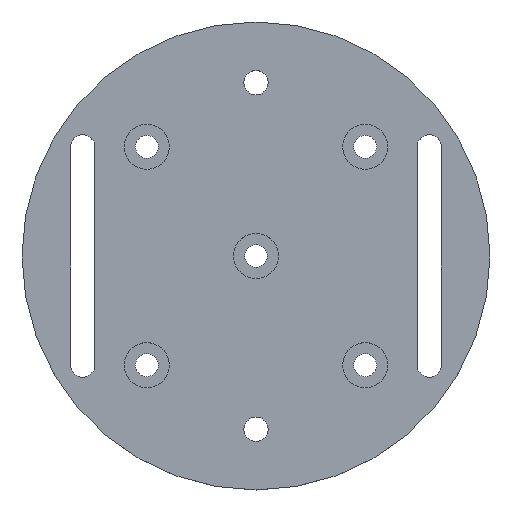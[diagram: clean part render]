
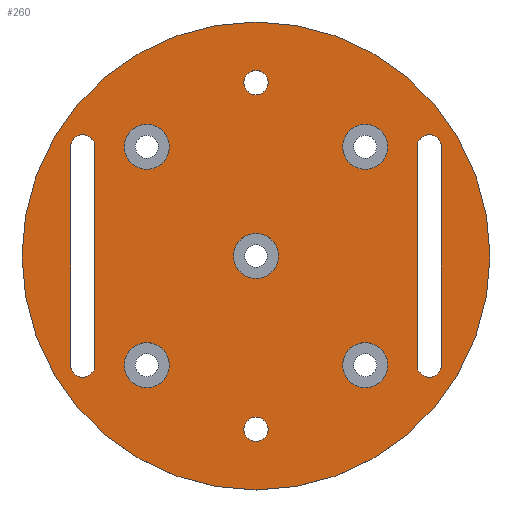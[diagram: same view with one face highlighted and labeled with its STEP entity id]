
A CAD part, top view. The second image highlights one B-rep face of the part: STEP entity #260.
In plain terms, the highlighted planar face has unit normal (0, 0, 1).
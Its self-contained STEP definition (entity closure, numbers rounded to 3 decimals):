
#260=ADVANCED_FACE('', (#270,#280,#290,#300,#310,#320,#330,#340,#350,
#360), #370, .T.);
#1940=AXIS2_PLACEMENT_3D('Ax2Pl3d', #1950, #1960, #1970);
#2020=AXIS2_PLACEMENT_3D('Ax2Pl3d', #2030, #2040, #2050);
#2060=AXIS2_PLACEMENT_3D('Ax2Pl3d', #2070, #2080, #2090);
#2100=AXIS2_PLACEMENT_3D('Ax2Pl3d', #2110, #2120, #2130);
#2140=AXIS2_PLACEMENT_3D('Ax2Pl3d', #2150, #2160, #2170);
#2180=AXIS2_PLACEMENT_3D('Ax2Pl3d', #2190, #2200, #2210);
#2220=AXIS2_PLACEMENT_3D('Ax2Pl3d', #2230, #2240, #2250);
#2260=AXIS2_PLACEMENT_3D('Ax2Pl3d', #2270, #2280, #2290);
#2300=AXIS2_PLACEMENT_3D('Ax2Pl3d', #2310, #2320, #2330);
#2340=AXIS2_PLACEMENT_3D('Ax2Pl3d', #2350, #2360, #2370);
#2380=AXIS2_PLACEMENT_3D('Ax2Pl3d', #2390, #2400, #2410);
#2420=AXIS2_PLACEMENT_3D('Ax2Pl3d', #2430, #2440, #2450);
#2460=AXIS2_PLACEMENT_3D('Ax2Pl3d', #2470, #2480, #2490);
#1950=CARTESIAN_POINT('HicPkt', (354.335,43.666,
-106.519));
#4290=CARTESIAN_POINT('', (354.335,47.166,-106.519));
#2030=CARTESIAN_POINT('HicPkt', (354.335,143.666,
-106.519));
#4300=CARTESIAN_POINT('', (354.335,147.166,-106.519));
#2070=CARTESIAN_POINT('HicPkt', (354.335,161.166,
-106.519));
#2110=CARTESIAN_POINT('HicPkt', (354.335,93.666,
-106.519));
#4310=CARTESIAN_POINT('', (354.335,161.166,-106.519));
#2150=CARTESIAN_POINT('HicPkt', (354.335,93.666,
-106.519));
#4320=CARTESIAN_POINT('', (354.335,100.166,-106.519));
#2190=CARTESIAN_POINT('HicPkt', (385.835,62.166,
-106.519));
#4330=CARTESIAN_POINT('', (385.835,68.666,-106.519));
#2230=CARTESIAN_POINT('HicPkt', (385.835,125.166,
-106.519));
#4340=CARTESIAN_POINT('', (385.835,131.666,-106.519));
#2270=CARTESIAN_POINT('HicPkt', (322.835,125.166,
-106.519));
#4350=CARTESIAN_POINT('', (322.835,131.666,-106.519));
#2310=CARTESIAN_POINT('HicPkt', (322.835,62.166,
-106.519));
#4360=CARTESIAN_POINT('', (322.835,68.666,-106.519));
#4370=CARTESIAN_POINT('', (307.835,125.166,-106.519));
#4380=CARTESIAN_POINT('', (307.835,62.166,-106.519))
;
#4390=CARTESIAN_POINT('', (307.835,125.166,-106.519));
#2350=CARTESIAN_POINT('HicPkt', (304.335,62.166,
-106.519));
#4400=CARTESIAN_POINT('', (300.835,62.166,-106.519));
#4410=CARTESIAN_POINT('', (300.835,62.166,-106.519))
;
#4420=CARTESIAN_POINT('', (300.835,125.166,-106.519));
#2390=CARTESIAN_POINT('HicPkt', (304.335,125.166,
-106.519));
#4430=CARTESIAN_POINT('', (400.835,62.166,-106.519));
#4440=CARTESIAN_POINT('', (400.835,125.166,-106.519))
;
#4450=CARTESIAN_POINT('', (400.835,62.166,-106.519));
#2430=CARTESIAN_POINT('HicPkt', (404.335,125.166,
-106.519));
#4460=CARTESIAN_POINT('', (407.835,125.166,-106.519));
#4470=CARTESIAN_POINT('', (407.835,125.166,-106.519))
;
#4480=CARTESIAN_POINT('', (407.835,62.166,-106.519));
#2470=CARTESIAN_POINT('HicPkt', (404.335,62.166,
-106.519));
#4810=CIRCLE('Circle', #1940, 3.5);
#4820=CIRCLE('Circle', #2020, 3.5);
#4830=CIRCLE('Circle', #2100, 67.5);
#4840=CIRCLE('Circle', #2140, 6.5);
#4850=CIRCLE('Circle', #2180, 6.5);
#4860=CIRCLE('Circle', #2220, 6.5);
#4870=CIRCLE('Circle', #2260, 6.5);
#4880=CIRCLE('Circle', #2300, 6.5);
#4890=CIRCLE('Circle', #2340, 3.5);
#4900=CIRCLE('Circle', #2380, 3.5);
#4910=CIRCLE('Circle', #2420, 3.5);
#4920=CIRCLE('Circle', #2460, 3.5);
#1960=DIRECTION('Axis', (0.,0.,1.));
#1970=DIRECTION('RefDirection', (1.,0.,0.));
#2040=DIRECTION('Axis', (0.,0.,1.));
#2050=DIRECTION('RefDirection', (1.,0.,0.));
#2080=DIRECTION('Axis', (0.,0.,1.));
#2090=DIRECTION('RefDirection', (1.,0.,0.));
#2120=DIRECTION('Axis', (0.,0.,-1.));
#2130=DIRECTION('RefDirection', (-1.,0.,0.));
#2160=DIRECTION('Axis', (0.,0.,1.));
#2170=DIRECTION('RefDirection', (1.,0.,0.));
#2200=DIRECTION('Axis', (0.,0.,1.));
#2210=DIRECTION('RefDirection', (1.,0.,0.));
#2240=DIRECTION('Axis', (0.,0.,1.));
#2250=DIRECTION('RefDirection', (1.,0.,0.));
#2280=DIRECTION('Axis', (0.,0.,1.));
#2290=DIRECTION('RefDirection', (1.,0.,0.));
#2320=DIRECTION('Axis', (0.,0.,1.));
#2330=DIRECTION('RefDirection', (1.,0.,0.));
#7000=DIRECTION('', (0.,1.,0.));
#2360=DIRECTION('Axis', (0.,0.,1.));
#2370=DIRECTION('RefDirection', (1.,0.,0.));
#7010=DIRECTION('', (0.,-1.,0.));
#2400=DIRECTION('Axis', (0.,0.,1.));
#2410=DIRECTION('RefDirection', (1.,0.,0.));
#7020=DIRECTION('', (0.,-1.,0.));
#2440=DIRECTION('Axis', (0.,0.,1.));
#2450=DIRECTION('RefDirection', (1.,0.,0.));
#7030=DIRECTION('', (0.,1.,0.));
#2480=DIRECTION('Axis', (0.,0.,1.));
#2490=DIRECTION('RefDirection', (1.,0.,0.));
#7480=EDGE_CURVE('', #7490, #7490, #4810, .T.);
#7500=EDGE_CURVE('', #7510, #7510, #4820, .T.);
#7520=EDGE_CURVE('', #7530, #7530, #4830, .T.);
#7540=EDGE_CURVE('', #7550, #7550, #4840, .T.);
#7560=EDGE_CURVE('', #7570, #7570, #4850, .T.);
#7580=EDGE_CURVE('', #7590, #7590, #4860, .T.);
#7600=EDGE_CURVE('', #7610, #7610, #4870, .T.);
#7620=EDGE_CURVE('', #7630, #7630, #4880, .T.);
#7640=EDGE_CURVE('', #7650, #7660, #7670, .T.);
#7680=EDGE_CURVE('', #7690, #7650, #4890, .T.);
#7700=EDGE_CURVE('', #7710, #7690, #7720, .T.);
#7730=EDGE_CURVE('', #7660, #7710, #4900, .T.);
#7740=EDGE_CURVE('', #7750, #7760, #7770, .T.);
#7780=EDGE_CURVE('', #7790, #7750, #4910, .T.);
#7800=EDGE_CURVE('', #7810, #7790, #7820, .T.);
#7830=EDGE_CURVE('', #7760, #7810, #4920, .T.);
#8580=EDGE_LOOP('Edge_loop', (#8590));
#8600=EDGE_LOOP('Edge_loop', (#8610));
#8620=EDGE_LOOP('Edge_loop', (#8630));
#8640=EDGE_LOOP('Edge_loop', (#8650));
#8660=EDGE_LOOP('Edge_loop', (#8670));
#8680=EDGE_LOOP('Edge_loop', (#8690));
#8700=EDGE_LOOP('Edge_loop', (#8710));
#8720=EDGE_LOOP('Edge_loop', (#8730));
#8740=EDGE_LOOP('Edge_loop', (#8750,#8760,#8770,#8780));
#8790=EDGE_LOOP('Edge_loop', (#8800,#8810,#8820,#8830));
#280=FACE_BOUND('', #8600, .T.);
#290=FACE_BOUND('', #8620, .T.);
#300=FACE_BOUND('', #8640, .T.);
#310=FACE_BOUND('', #8660, .T.);
#320=FACE_BOUND('', #8680, .T.);
#330=FACE_BOUND('', #8700, .T.);
#340=FACE_BOUND('', #8720, .T.);
#350=FACE_BOUND('', #8740, .T.);
#360=FACE_BOUND('', #8790, .T.);
#270=FACE_OUTER_BOUND('Face_outer_bound', #8580, .T.);
#7670=LINE('Line', #4370, #10820);
#7720=LINE('Line', #4410, #10830);
#7770=LINE('Line', #4430, #10840);
#7820=LINE('Line', #4470, #10850);
#8590=ORIENTED_EDGE('', *, *, #7520, .F.);
#8610=ORIENTED_EDGE('', *, *, #7480, .F.);
#8630=ORIENTED_EDGE('', *, *, #7500, .F.);
#8650=ORIENTED_EDGE('', *, *, #7540, .F.);
#8670=ORIENTED_EDGE('', *, *, #7560, .F.);
#8690=ORIENTED_EDGE('', *, *, #7580, .F.);
#8710=ORIENTED_EDGE('', *, *, #7600, .F.);
#8730=ORIENTED_EDGE('', *, *, #7620, .F.);
#8750=ORIENTED_EDGE('', *, *, #7640, .F.);
#8760=ORIENTED_EDGE('', *, *, #7680, .F.);
#8770=ORIENTED_EDGE('', *, *, #7700, .F.);
#8780=ORIENTED_EDGE('', *, *, #7730, .F.);
#8800=ORIENTED_EDGE('', *, *, #7740, .F.);
#8810=ORIENTED_EDGE('', *, *, #7780, .F.);
#8820=ORIENTED_EDGE('', *, *, #7800, .F.);
#8830=ORIENTED_EDGE('', *, *, #7830, .F.);
#370=PLANE('Plane', #2060);
#10820=VECTOR('', #7000, 63.);
#10830=VECTOR('', #7010, 63.);
#10840=VECTOR('', #7020, 63.);
#10850=VECTOR('', #7030, 63.);
#7490=VERTEX_POINT('', #4290);
#7510=VERTEX_POINT('', #4300);
#7530=VERTEX_POINT('', #4310);
#7550=VERTEX_POINT('', #4320);
#7570=VERTEX_POINT('', #4330);
#7590=VERTEX_POINT('', #4340);
#7610=VERTEX_POINT('', #4350);
#7630=VERTEX_POINT('', #4360);
#7650=VERTEX_POINT('', #4380);
#7660=VERTEX_POINT('', #4390);
#7690=VERTEX_POINT('', #4400);
#7710=VERTEX_POINT('', #4420);
#7750=VERTEX_POINT('', #4440);
#7760=VERTEX_POINT('', #4450);
#7790=VERTEX_POINT('', #4460);
#7810=VERTEX_POINT('', #4480);
